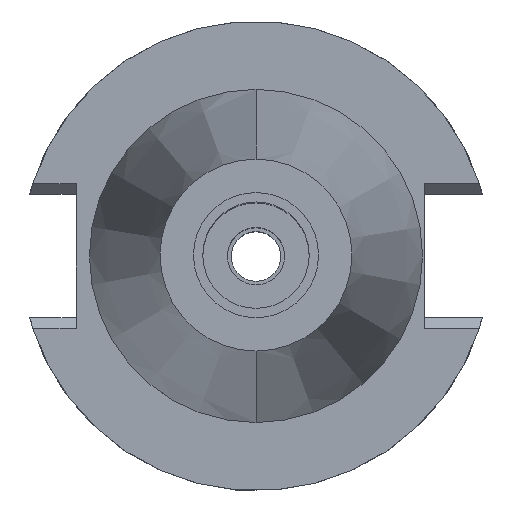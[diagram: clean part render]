
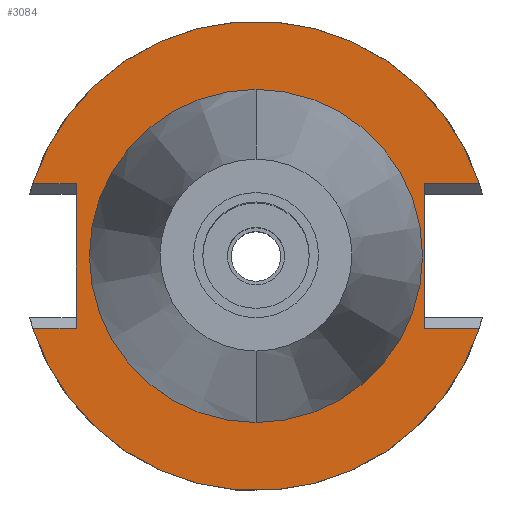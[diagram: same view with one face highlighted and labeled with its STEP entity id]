
A CAD part, top view. The second image highlights one B-rep face of the part: STEP entity #3084.
In plain terms, the highlighted planar face has unit normal (0, 0, 1).
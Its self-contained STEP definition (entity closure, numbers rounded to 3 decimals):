
#32 = CARTESIAN_POINT ( 'NONE',  ( 0., -34.925, -1.5 ) ) ;
#55 = AXIS2_PLACEMENT_3D ( 'NONE', #1154, #242, #2568 ) ;
#103 = VECTOR ( 'NONE', #409, 1000. ) ;
#126 = VERTEX_POINT ( 'NONE', #3250 ) ;
#134 = EDGE_CURVE ( 'NONE', #3226, #2872, #1245, .T. ) ;
#138 = VERTEX_POINT ( 'NONE', #442 ) ;
#176 = CARTESIAN_POINT ( 'NONE',  ( 35.27, 15.155, -1.5 ) ) ;
#217 = CARTESIAN_POINT ( 'NONE',  ( 0., 0., -1.5 ) ) ;
#220 = DIRECTION ( 'NONE',  ( 0., 0., -1. ) ) ;
#242 = DIRECTION ( 'NONE',  ( 0., 0., -1. ) ) ;
#255 = DIRECTION ( 'NONE',  ( 0., 1., 0. ) ) ;
#273 = VECTOR ( 'NONE', #1919, 1000. ) ;
#366 = ORIENTED_EDGE ( 'NONE', *, *, #2988, .F. ) ;
#392 = CARTESIAN_POINT ( 'NONE',  ( -37.68, 15.155, -1.5 ) ) ;
#409 = DIRECTION ( 'NONE',  ( -1., 0., 0. ) ) ;
#431 = ORIENTED_EDGE ( 'NONE', *, *, #2549, .F. ) ;
#442 = CARTESIAN_POINT ( 'NONE',  ( 35.27, 15.155, -1.5 ) ) ;
#521 = EDGE_LOOP ( 'NONE', ( #658, #366, #1609, #431, #561, #3270, #1126, #2629 ) ) ;
#536 = LINE ( 'NONE', #2007, #1472 ) ;
#561 = ORIENTED_EDGE ( 'NONE', *, *, #2385, .T. ) ;
#634 = ORIENTED_EDGE ( 'NONE', *, *, #1298, .F. ) ;
#643 = LINE ( 'NONE', #392, #103 ) ;
#647 = DIRECTION ( 'NONE',  ( 0., -1., 0. ) ) ;
#649 = CIRCLE ( 'NONE', #1871, 49.212 ) ;
#658 = ORIENTED_EDGE ( 'NONE', *, *, #2365, .T. ) ;
#666 = CARTESIAN_POINT ( 'NONE',  ( -37.68, -15.155, -1.5 ) ) ;
#728 = DIRECTION ( 'NONE',  ( 0., 0., -1. ) ) ;
#777 = CARTESIAN_POINT ( 'NONE',  ( 0., 0., -1.5 ) ) ;
#1048 = VERTEX_POINT ( 'NONE', #3048 ) ;
#1050 = CARTESIAN_POINT ( 'NONE',  ( 46.821, 15.155, -1.5 ) ) ;
#1083 = AXIS2_PLACEMENT_3D ( 'NONE', #777, #220, #2250 ) ;
#1126 = ORIENTED_EDGE ( 'NONE', *, *, #1889, .F. ) ;
#1154 = CARTESIAN_POINT ( 'NONE',  ( 0., 0., -1.5 ) ) ;
#1165 = DIRECTION ( 'NONE',  ( 0., 1., 0. ) ) ;
#1189 = VECTOR ( 'NONE', #1207, 1000. ) ;
#1207 = DIRECTION ( 'NONE',  ( 1., 0., 0. ) ) ;
#1233 = FACE_BOUND ( 'NONE', #1880, .T. ) ;
#1245 = LINE ( 'NONE', #3266, #1415 ) ;
#1287 = CIRCLE ( 'NONE', #2730, 34.925 ) ;
#1289 = CIRCLE ( 'NONE', #2621, 34.925 ) ;
#1298 = EDGE_CURVE ( 'NONE', #2024, #2433, #1287, .T. ) ;
#1415 = VECTOR ( 'NONE', #1979, 1000. ) ;
#1432 = EDGE_CURVE ( 'NONE', #2480, #2020, #649, .T. ) ;
#1472 = VECTOR ( 'NONE', #2060, 1000. ) ;
#1504 = EDGE_CURVE ( 'NONE', #2433, #2024, #1289, .T. ) ;
#1530 = CARTESIAN_POINT ( 'NONE',  ( 0., 0., -1.5 ) ) ;
#1609 = ORIENTED_EDGE ( 'NONE', *, *, #134, .F. ) ;
#1647 = LINE ( 'NONE', #1694, #2625 ) ;
#1694 = CARTESIAN_POINT ( 'NONE',  ( -37.68, -15.155, -1.5 ) ) ;
#1712 = LINE ( 'NONE', #2226, #273 ) ;
#1791 = DIRECTION ( 'NONE',  ( 0., 1., 0. ) ) ;
#1814 = EDGE_CURVE ( 'NONE', #2857, #1048, #1647, .T. ) ;
#1817 = CARTESIAN_POINT ( 'NONE',  ( 35.27, -15.155, -1.5 ) ) ;
#1871 = AXIS2_PLACEMENT_3D ( 'NONE', #217, #728, #1791 ) ;
#1874 = ORIENTED_EDGE ( 'NONE', *, *, #1504, .F. ) ;
#1880 = EDGE_LOOP ( 'NONE', ( #1874, #634 ) ) ;
#1889 = EDGE_CURVE ( 'NONE', #1048, #2480, #643, .T. ) ;
#1919 = DIRECTION ( 'NONE',  ( -1., 0., 0. ) ) ;
#1966 = CARTESIAN_POINT ( 'NONE',  ( 0., 0., -1.5 ) ) ;
#1979 = DIRECTION ( 'NONE',  ( 1., 0., 0. ) ) ;
#2001 = PLANE ( 'NONE',  #1083 ) ;
#2007 = CARTESIAN_POINT ( 'NONE',  ( 35.27, 15.155, -1.5 ) ) ;
#2020 = VERTEX_POINT ( 'NONE', #1050 ) ;
#2024 = VERTEX_POINT ( 'NONE', #32 ) ;
#2060 = DIRECTION ( 'NONE',  ( 0., -1., 0. ) ) ;
#2226 = CARTESIAN_POINT ( 'NONE',  ( -37.68, -15.155, -1.5 ) ) ;
#2250 = DIRECTION ( 'NONE',  ( 0., -1., 0. ) ) ;
#2365 = EDGE_CURVE ( 'NONE', #2857, #126, #1712, .T. ) ;
#2385 = EDGE_CURVE ( 'NONE', #138, #2020, #2724, .T. ) ;
#2433 = VERTEX_POINT ( 'NONE', #2509 ) ;
#2480 = VERTEX_POINT ( 'NONE', #2544 ) ;
#2509 = CARTESIAN_POINT ( 'NONE',  ( 0., 34.925, -1.5 ) ) ;
#2522 = DIRECTION ( 'NONE',  ( 0., 0., 1. ) ) ;
#2544 = CARTESIAN_POINT ( 'NONE',  ( -46.821, 15.155, -1.5 ) ) ;
#2549 = EDGE_CURVE ( 'NONE', #138, #3226, #536, .T. ) ;
#2568 = DIRECTION ( 'NONE',  ( 0., -1., 0. ) ) ;
#2621 = AXIS2_PLACEMENT_3D ( 'NONE', #1530, #2522, #255 ) ;
#2625 = VECTOR ( 'NONE', #1165, 1000. ) ;
#2629 = ORIENTED_EDGE ( 'NONE', *, *, #1814, .F. ) ;
#2724 = LINE ( 'NONE', #176, #1189 ) ;
#2730 = AXIS2_PLACEMENT_3D ( 'NONE', #1966, #2934, #647 ) ;
#2857 = VERTEX_POINT ( 'NONE', #666 ) ;
#2872 = VERTEX_POINT ( 'NONE', #3197 ) ;
#2934 = DIRECTION ( 'NONE',  ( 0., 0., 1. ) ) ;
#2988 = EDGE_CURVE ( 'NONE', #2872, #126, #3011, .T. ) ;
#3011 = CIRCLE ( 'NONE', #55, 49.212 ) ;
#3048 = CARTESIAN_POINT ( 'NONE',  ( -37.68, 15.155, -1.5 ) ) ;
#3075 = FACE_OUTER_BOUND ( 'NONE', #521, .T. ) ;
#3084 = ADVANCED_FACE ( 'NONE', ( #3075, #1233 ), #2001, .F. ) ;
#3197 = CARTESIAN_POINT ( 'NONE',  ( 46.821, -15.155, -1.5 ) ) ;
#3226 = VERTEX_POINT ( 'NONE', #1817 ) ;
#3250 = CARTESIAN_POINT ( 'NONE',  ( -46.821, -15.155, -1.5 ) ) ;
#3266 = CARTESIAN_POINT ( 'NONE',  ( 35.27, -15.155, -1.5 ) ) ;
#3270 = ORIENTED_EDGE ( 'NONE', *, *, #1432, .F. ) ;
